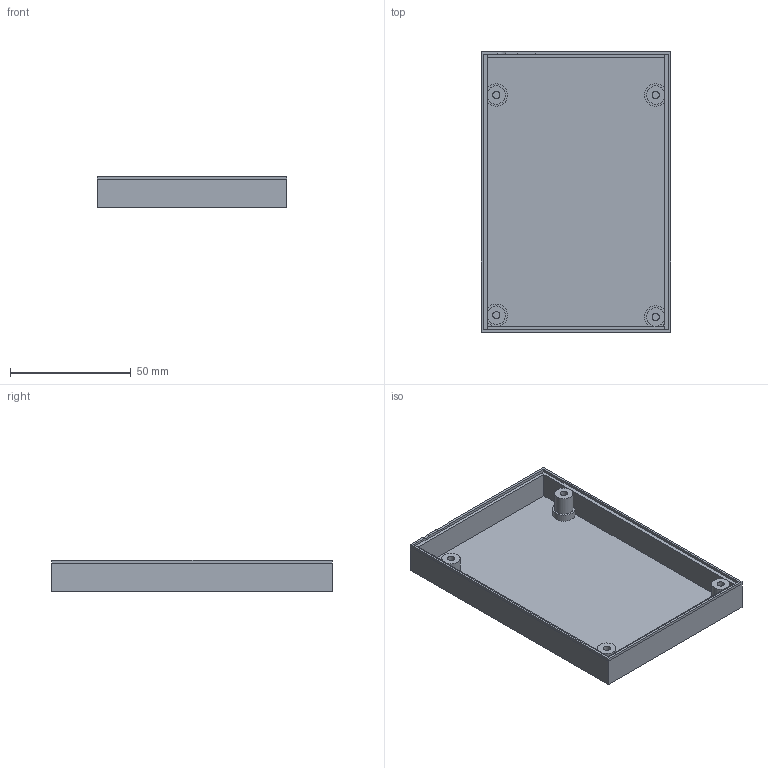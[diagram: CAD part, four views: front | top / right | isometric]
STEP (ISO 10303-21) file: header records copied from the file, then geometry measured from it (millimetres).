
FILE_DESCRIPTION(('FreeCAD Model'),'2;1');
FILE_NAME('Open CASCADE Shape Model','2023-07-26T00:52:04',( 'kicad StepUp'),('ksu MCAD'),'Open CASCADE STEP processor 7.6', 'FreeCAD','Unknown');
FILE_SCHEMA(('AUTOMOTIVE_DESIGN { 1 0 10303 214 1 1 1 1 }'));
Length unit declared in the file: millimetre
Products named in the file (1): Slice.0
Bounding box: 78.5 x 116.09 x 13 mm (x, y, z)
Volume: 21542.7 mm3; surface area: 29008.6 mm2
Topology: 1 solids, 1 shells, 104 faces, 248 edges, 158 vertices
Faces by surface type: plane 84, cylinder 20
Full cylindrical faces by diameter (mm): 3 x4
Entity records: 2989 total; most frequent: CARTESIAN_POINT 511, DIRECTION 509, ORIENTED_EDGE 496, EDGE_CURVE 248, LINE 197, VECTOR 197, VERTEX_POINT 158, AXIS2_PLACEMENT_3D 156
